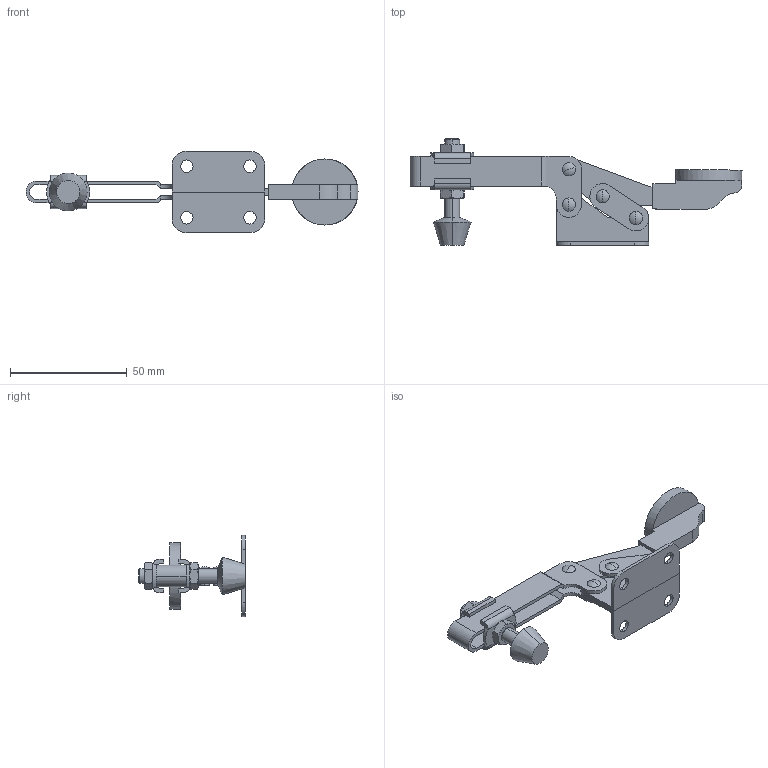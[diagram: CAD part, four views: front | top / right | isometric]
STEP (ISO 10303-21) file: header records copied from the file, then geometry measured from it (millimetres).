
FILE_DESCRIPTION (( 'STEP AP214' ), '1' );
FILE_NAME ('GH-22100(Â²¤Æ).STEP', '2020-07-20T05:12:41', ( 'LinWei' ), ( '' ), 'SwSTEP 2.0', 'SolidWorks 2016', '' );
FILE_SCHEMA (( 'AUTOMOTIVE_DESIGN' ));
Length unit declared in the file: millimetre
Products named in the file (6): Group2^GH-22100(簡化); GH-22100(簡化); 12210001-1^GH-22100(簡化); Group5^GH-22100(簡化); Group4^GH-22100(簡化); Group3^GH-22100(簡化)
Assembly tree (5 placements, depth 2):
  GH-22100(簡化)
    Group2^GH-22100(簡化)
    Group3^GH-22100(簡化)
    Group4^GH-22100(簡化)
    Group5^GH-22100(簡化)
    12210001-1^GH-22100(簡化)
Bounding box: 142.12 x 45.8 x 34.8 mm (x, y, z)
Volume: 18387.4 mm3; surface area: 17650.6 mm2
Topology: 5 solids, 7 shells, 264 faces, 637 edges, 404 vertices
Faces by surface type: plane 118, cylinder 100, cone 38, sphere 8
Entity records: 9066 total; most frequent: CARTESIAN_POINT 1645, DIRECTION 1369, ORIENTED_EDGE 1274, EDGE_CURVE 637, AXIS2_PLACEMENT_3D 528, VERTEX_POINT 404, VECTOR 313, LINE 313
